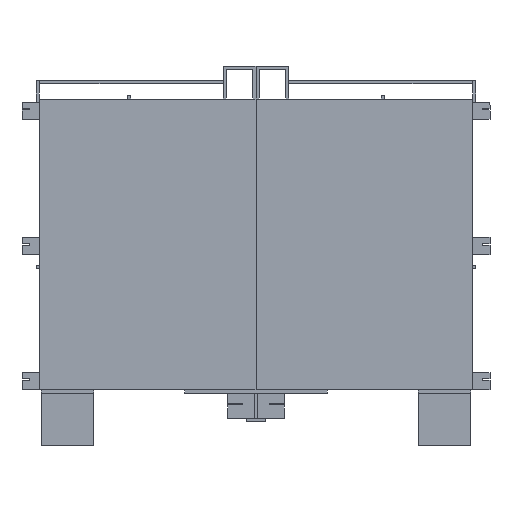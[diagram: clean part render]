
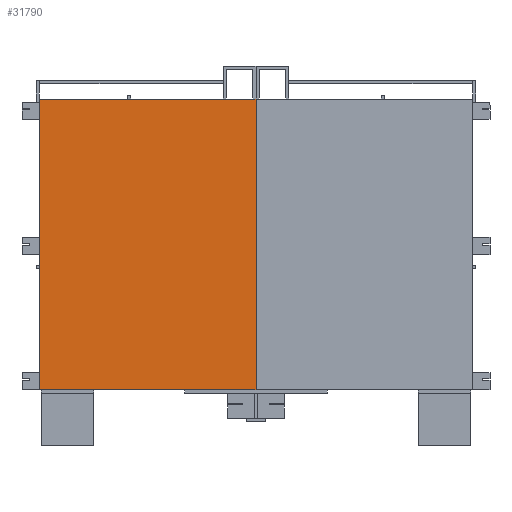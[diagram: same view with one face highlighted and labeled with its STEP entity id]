
A CAD part, front view. The second image highlights one B-rep face of the part: STEP entity #31790.
In plain terms, the highlighted planar face has unit normal (0, -1, 0).
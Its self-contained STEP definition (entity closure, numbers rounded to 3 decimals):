
#2231=FACE_OUTER_BOUND('',#4154,.T.);
#4154=EDGE_LOOP('',(#28145,#28146,#28147,#28148));
#8253=LINE('',#49598,#12558);
#8255=LINE('',#49602,#12560);
#8257=LINE('',#49606,#12562);
#8259=LINE('',#49609,#12564);
#12558=VECTOR('',#40808,10.);
#12560=VECTOR('',#40812,10.);
#12562=VECTOR('',#40816,10.);
#12564=VECTOR('',#40820,10.);
#15535=VERTEX_POINT('',#49595);
#15536=VERTEX_POINT('',#49597);
#15537=VERTEX_POINT('',#49601);
#15538=VERTEX_POINT('',#49605);
#19769=EDGE_CURVE('',#15536,#15535,#8253,.T.);
#19771=EDGE_CURVE('',#15537,#15536,#8255,.T.);
#19773=EDGE_CURVE('',#15538,#15537,#8257,.T.);
#19775=EDGE_CURVE('',#15535,#15538,#8259,.T.);
#28145=ORIENTED_EDGE('',*,*,#19775,.T.);
#28146=ORIENTED_EDGE('',*,*,#19773,.T.);
#28147=ORIENTED_EDGE('',*,*,#19771,.T.);
#28148=ORIENTED_EDGE('',*,*,#19769,.T.);
#30231=PLANE('',#33653);
#31790=ADVANCED_FACE('',(#2231),#30231,.T.);
#33653=AXIS2_PLACEMENT_3D('',#49610,#40821,#40822);
#40808=DIRECTION('',(0.,0.,-1.));
#40812=DIRECTION('',(-1.,0.,0.));
#40816=DIRECTION('',(0.,0.,1.));
#40820=DIRECTION('',(1.,0.,0.));
#40821=DIRECTION('center_axis',(0.,-1.,0.));
#40822=DIRECTION('ref_axis',(0.,0.,-1.));
#49595=CARTESIAN_POINT('',(0.,-22.,0.));
#49597=CARTESIAN_POINT('',(0.,-22.,2044.));
#49598=CARTESIAN_POINT('',(0.,-22.,2044.));
#49601=CARTESIAN_POINT('',(1522.,-22.,2044.));
#49602=CARTESIAN_POINT('',(1522.,-22.,2044.));
#49605=CARTESIAN_POINT('',(1522.,-22.,0.));
#49606=CARTESIAN_POINT('',(1522.,-22.,2022.));
#49609=CARTESIAN_POINT('',(0.,-22.,0.));
#49610=CARTESIAN_POINT('Origin',(761.,-22.,1022.));
